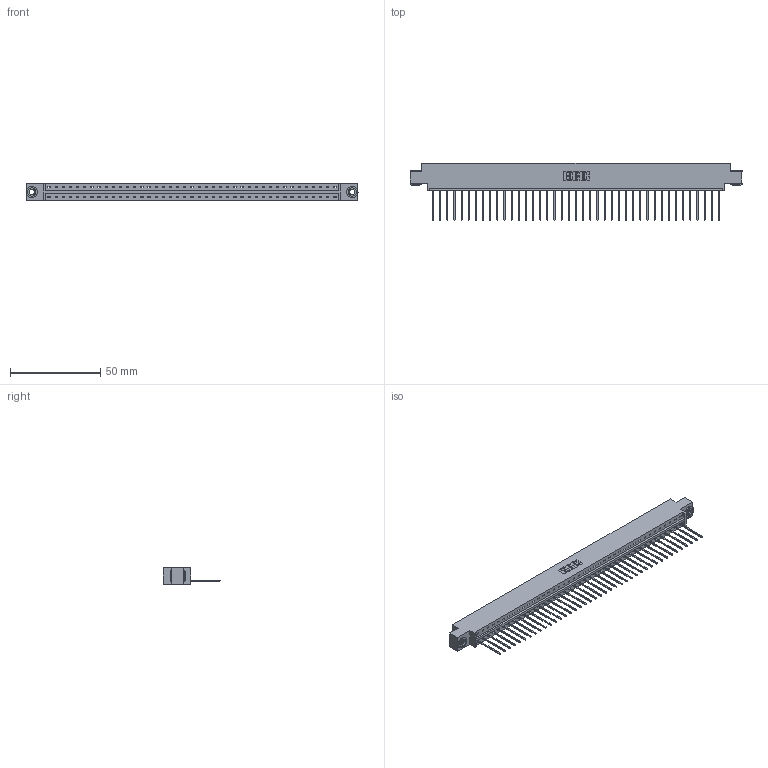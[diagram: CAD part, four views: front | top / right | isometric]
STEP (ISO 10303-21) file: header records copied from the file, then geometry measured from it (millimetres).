
FILE_DESCRIPTION (( 'STEP AP203' ), '1' );
FILE_NAME ('833-041-542-603.STEP', '2020-06-03T19:25:49', ( '' ), ( '' ), 'SwSTEP 2.0', 'SolidWorks 2020', '' );
FILE_SCHEMA (( 'CONFIG_CONTROL_DESIGN' ));
Length unit declared in the file: inch
Products named in the file (4): 833 Part_Offset - .156 Dia - TH; 345-292-001_345-293-142; 833-041-542-603; 345-250-002_345-250-002-102
Assembly tree (44 placements, depth 2):
  833-041-542-603
    833 Part_Offset - .156 Dia - TH
    345-292-001_345-293-142  x41
    345-250-002_345-250-002-102  x2
Bounding box: 184 x 31.63 x 9.4 mm (x, y, z)
Volume: 18389.6 mm3; surface area: 20916.9 mm2
Topology: 44 solids, 44 shells, 2534 faces, 7615 edges, 5018 vertices
Faces by surface type: plane 1806, cylinder 720, cone 8
Entity records: 25994 total; most frequent: CARTESIAN_POINT 4464, ORIENTED_EDGE 4434, DIRECTION 3801, EDGE_CURVE 2217, VECTOR 2065, LINE 2065, VERTEX_POINT 1474, AXIS2_PLACEMENT_3D 868
